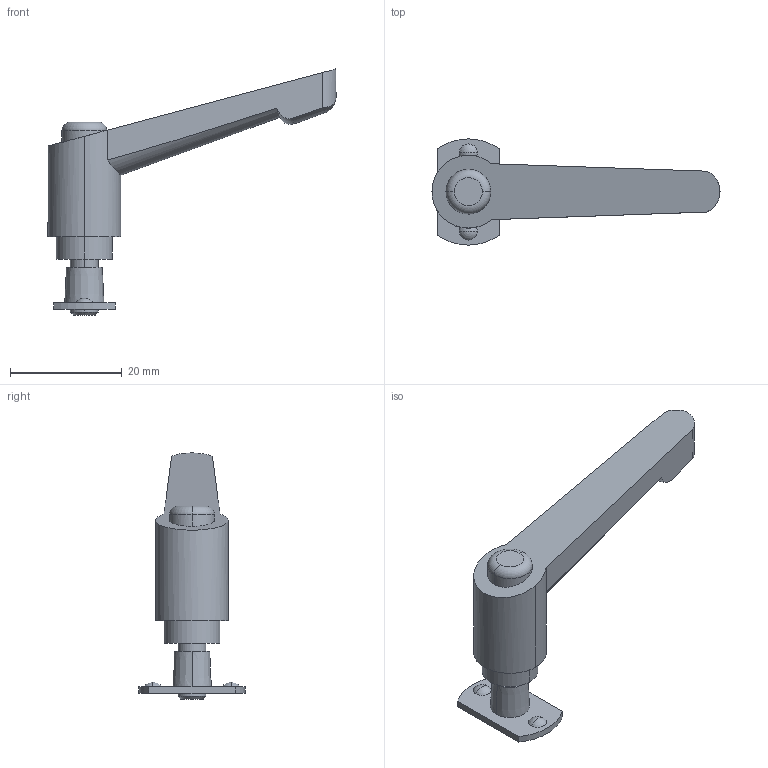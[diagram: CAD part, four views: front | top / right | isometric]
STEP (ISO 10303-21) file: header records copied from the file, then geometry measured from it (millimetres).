
FILE_DESCRIPTION(('STEP AP214'),'1');
FILE_NAME('cctmp_691B267F-A8A6-4903-9EF0-D2D8B7246965_2020_1_9_16_28_46_514..stp','2020-01-09T15:28:46',('Bosch Rexroth AG'),('CADClick - www.CADClick.com'),'Spatial InterOp 3D',' ','unknown authorization - (Healing Option Enabled)');
FILE_SCHEMA(('AUTOMOTIVE_DESIGN'));
Length unit declared in the file: millimetre
Products named in the file (1): 2020_01_09__16-28-46-514
Bounding box: 51.5 x 19 x 44 mm (x, y, z)
Volume: 5541.9 mm3; surface area: 2880.5 mm2
Topology: 1 solids, 1 shells, 43 faces, 105 edges, 68 vertices
Faces by surface type: cylinder 17, plane 12, torus 6, sphere 4, cone 4
Entity records: 1911 total; most frequent: CARTESIAN_POINT 509, DIRECTION 237, ORIENTED_EDGE 202, AXIS2_PLACEMENT_3D 104, EDGE_CURVE 101, VERTEX_POINT 68, EDGE_LOOP 51, CIRCLE 50
